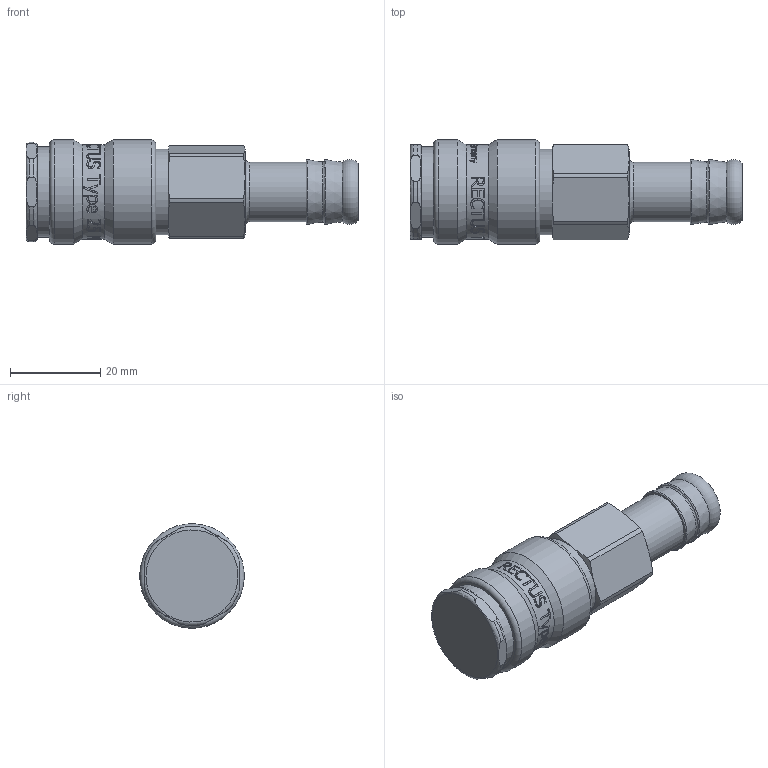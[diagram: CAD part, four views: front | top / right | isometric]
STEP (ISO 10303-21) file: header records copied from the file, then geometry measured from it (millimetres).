
FILE_DESCRIPTION((''),'2;1');
FILE_NAME('25kbtf13bvn.stp','2015-01-26T08:15:51',('IA176480'),(''),'Autodesk Inventor 2013','Autodesk Inventor 2013','');
FILE_SCHEMA(('AUTOMOTIVE_DESIGN { 1 0 10303 214 1 1 1 1 }'));
Length unit declared in the file: millimetre
Products named in the file (1): D113252
Bounding box: 73.5 x 23.12 x 23.12 mm (x, y, z)
Volume: 19396.2 mm3; surface area: 8695.4 mm2
Topology: 2 solids, 3 shells, 570 faces, 1511 edges, 999 vertices
Faces by surface type: bspline 249, plane 217, cylinder 74, cone 20, torus 10
Full cylindrical faces by diameter (mm): 13.1 x1, 14.638 x2, 15 x1, 15.1 x1, 15.3 x1, 16 x2, 17.25 x1, 18.95 x1, 19.35 x1, 20 x1, 20.05 x1, 21 x1, 23.15 x2
Entity records: 81308 total; most frequent: CARTESIAN_POINT 68758, ORIENTED_EDGE 2926, DIRECTION 1559, EDGE_CURVE 1463, VERTEX_POINT 991, B_SPLINE_CURVE_WITH_KNOTS 703, EDGE_LOOP 666, FACE_OUTER_BOUND 570
